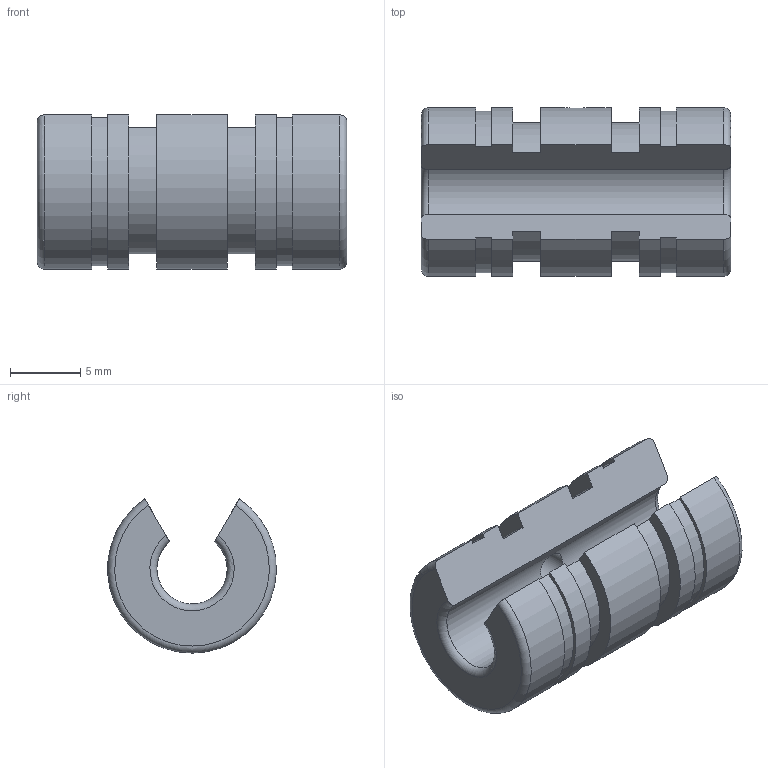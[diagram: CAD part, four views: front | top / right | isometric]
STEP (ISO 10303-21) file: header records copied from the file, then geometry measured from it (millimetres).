
FILE_DESCRIPTION( ( 'STEP AP214' ), '1' );
FILE_NAME( 'FMN-05.stp', '2009-11-09T11:05:28', ( ' ' ), ( ' ' ), 'XStep 1.0', ' ', ' ' );
FILE_SCHEMA( ( 'CONFIG_CONTROL_DESIGN) ( )' ) );
Length unit declared in the file: metre
Products named in the file (1): 1
Bounding box: 22 x 11.99 x 10.97 mm (x, y, z)
Volume: 1493.8 mm3; surface area: 1358.3 mm2
Topology: 1 solids, 1 shells, 27 faces, 75 edges, 50 vertices
Faces by surface type: plane 12, cylinder 11, torus 4
Full cylindrical faces by diameter (mm): 2.2 x1
Entity records: 1196 total; most frequent: CARTESIAN_POINT 264, ORIENTED_EDGE 148, DIRECTION 144, EDGE_CURVE 74, AXIS2_PLACEMENT_3D 52, VERTEX_POINT 50, LINE 40, VECTOR 40
